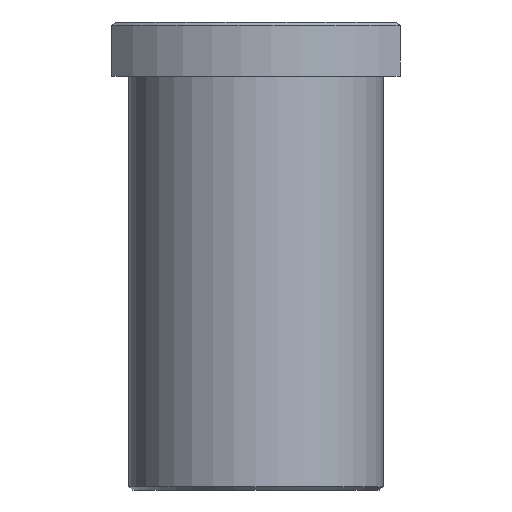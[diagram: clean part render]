
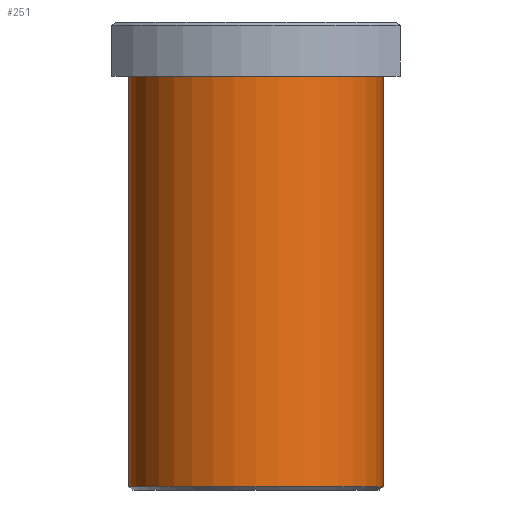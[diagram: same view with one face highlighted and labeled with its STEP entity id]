
A CAD part, front view. The second image highlights one B-rep face of the part: STEP entity #251.
In plain terms, the highlighted cylindrical face has radius 37.5 mm (diameter 75 mm), a full revolution.
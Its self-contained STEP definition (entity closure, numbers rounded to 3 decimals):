
#195=CYLINDRICAL_SURFACE('',#2482,37.5);
#209=CIRCLE('',#2480,37.5);
#210=CIRCLE('',#2481,37.5);
#251=ADVANCED_FACE('',(#646,#647),#195,.T.);
#646=FACE_BOUND('',#749,.T.);
#647=FACE_BOUND('',#750,.T.);
#749=EDGE_LOOP('',(#1020));
#750=EDGE_LOOP('',(#1021));
#1020=ORIENTED_EDGE('',*,*,#1888,.T.);
#1021=ORIENTED_EDGE('',*,*,#1889,.F.);
#1662=VERTEX_POINT('',#3569);
#1663=VERTEX_POINT('',#3571);
#1888=EDGE_CURVE('',#1662,#1662,#209,.T.);
#1889=EDGE_CURVE('',#1663,#1663,#210,.T.);
#2480=AXIS2_PLACEMENT_3D('',#3568,#2697,#2698);
#2481=AXIS2_PLACEMENT_3D('',#3570,#2699,#2700);
#2482=AXIS2_PLACEMENT_3D('',#3572,#2701,#2702);
#2697=DIRECTION('',(0.,0.,1.));
#2698=DIRECTION('',(-1.,0.,0.));
#2699=DIRECTION('',(0.,0.,1.));
#2700=DIRECTION('',(1.,0.,0.));
#2701=DIRECTION('',(0.,0.,-1.));
#2702=DIRECTION('',(1.,0.,0.));
#3568=CARTESIAN_POINT('',(0.,0.,-137.));
#3569=CARTESIAN_POINT('',(-37.5,0.,-137.));
#3570=CARTESIAN_POINT('',(0.,0.,-16.));
#3571=CARTESIAN_POINT('',(37.5,0.,-16.));
#3572=CARTESIAN_POINT('',(0.,0.,0.));
